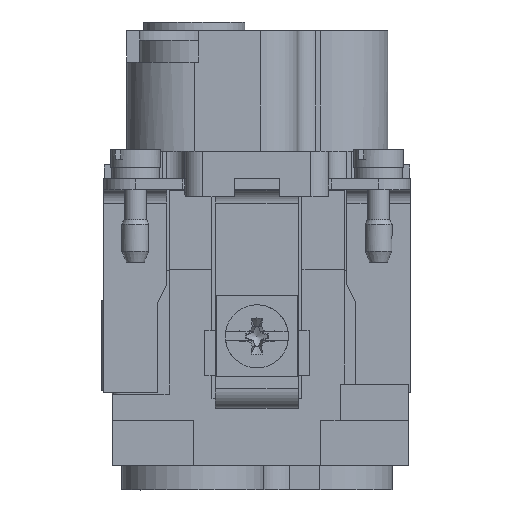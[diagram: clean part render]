
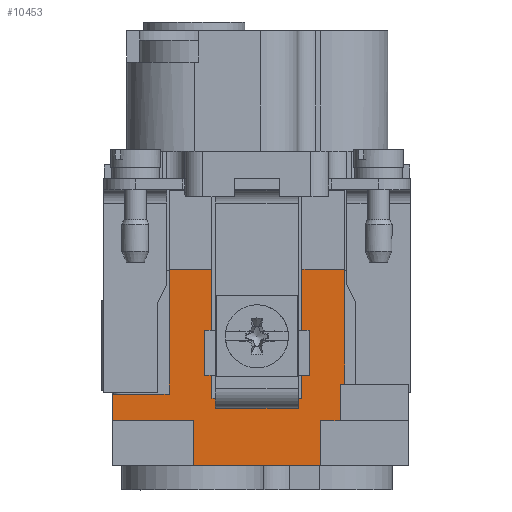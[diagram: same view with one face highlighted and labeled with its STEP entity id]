
A CAD part, left-side view. The second image highlights one B-rep face of the part: STEP entity #10453.
In plain terms, the highlighted planar face has unit normal (-1, 0, 0).
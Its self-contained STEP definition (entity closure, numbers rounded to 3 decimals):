
#10453=ADVANCED_FACE('',(#12065),#11352,.F.);
#11352=PLANE('',#27679);
#12065=FACE_OUTER_BOUND('',#13304,.T.);
#13304=EDGE_LOOP('',(#16009,#16010,#16011,#16012,#16013,#16014,#16015,#16016,
#16017,#16018,#16019,#16020,#16021,#16022,#16023,#16024,#16025,#16026,#16027,
#16028,#16029,#16030));
#16009=ORIENTED_EDGE('',*,*,#21304,.F.);
#16010=ORIENTED_EDGE('',*,*,#21255,.F.);
#16011=ORIENTED_EDGE('',*,*,#22197,.T.);
#16012=ORIENTED_EDGE('',*,*,#21241,.T.);
#16013=ORIENTED_EDGE('',*,*,#21244,.F.);
#16014=ORIENTED_EDGE('',*,*,#22168,.F.);
#16015=ORIENTED_EDGE('',*,*,#21260,.F.);
#16016=ORIENTED_EDGE('',*,*,#22167,.F.);
#16017=ORIENTED_EDGE('',*,*,#22198,.F.);
#16018=ORIENTED_EDGE('',*,*,#21232,.T.);
#16019=ORIENTED_EDGE('',*,*,#22199,.F.);
#16020=ORIENTED_EDGE('',*,*,#21365,.F.);
#16021=ORIENTED_EDGE('',*,*,#22200,.F.);
#16022=ORIENTED_EDGE('',*,*,#22164,.F.);
#16023=ORIENTED_EDGE('',*,*,#22201,.F.);
#16024=ORIENTED_EDGE('',*,*,#22202,.F.);
#16025=ORIENTED_EDGE('',*,*,#22203,.F.);
#16026=ORIENTED_EDGE('',*,*,#22204,.F.);
#16027=ORIENTED_EDGE('',*,*,#22189,.F.);
#16028=ORIENTED_EDGE('',*,*,#22192,.F.);
#16029=ORIENTED_EDGE('',*,*,#22195,.F.);
#16030=ORIENTED_EDGE('',*,*,#22196,.F.);
#19417=VERTEX_POINT('',#34432);
#19418=VERTEX_POINT('',#34433);
#19425=VERTEX_POINT('',#34450);
#19427=VERTEX_POINT('',#34453);
#19429=VERTEX_POINT('',#34459);
#19439=VERTEX_POINT('',#34481);
#19440=VERTEX_POINT('',#34483);
#19442=VERTEX_POINT('',#34488);
#19444=VERTEX_POINT('',#34492);
#19488=VERTEX_POINT('',#34594);
#19539=VERTEX_POINT('',#34713);
#19540=VERTEX_POINT('',#34715);
#20139=VERTEX_POINT('',#38033);
#20140=VERTEX_POINT('',#38035);
#20141=VERTEX_POINT('',#38039);
#20155=VERTEX_POINT('',#38084);
#20156=VERTEX_POINT('',#38085);
#20157=VERTEX_POINT('',#38090);
#20158=VERTEX_POINT('',#38094);
#20159=VERTEX_POINT('',#38104);
#20160=VERTEX_POINT('',#38106);
#20161=VERTEX_POINT('',#38108);
#21232=EDGE_CURVE('',#19417,#19418,#23746,.T.);
#21241=EDGE_CURVE('',#19427,#19425,#23755,.T.);
#21244=EDGE_CURVE('',#19429,#19425,#23758,.T.);
#21255=EDGE_CURVE('',#19439,#19440,#23768,.T.);
#21260=EDGE_CURVE('',#19444,#19442,#23773,.T.);
#21304=EDGE_CURVE('',#19440,#19488,#23803,.T.);
#21365=EDGE_CURVE('',#19539,#19540,#23859,.T.);
#22164=EDGE_CURVE('',#20139,#20140,#24216,.T.);
#22167=EDGE_CURVE('',#20141,#19444,#24218,.T.);
#22168=EDGE_CURVE('',#19442,#19429,#24219,.T.);
#22189=EDGE_CURVE('',#20155,#20156,#24239,.T.);
#22192=EDGE_CURVE('',#20157,#20155,#24242,.T.);
#22195=EDGE_CURVE('',#20158,#20157,#24245,.T.);
#22196=EDGE_CURVE('',#19488,#20158,#24246,.T.);
#22197=EDGE_CURVE('',#19439,#19427,#24247,.T.);
#22198=EDGE_CURVE('',#19417,#20141,#24248,.T.);
#22199=EDGE_CURVE('',#19540,#19418,#24249,.T.);
#22200=EDGE_CURVE('',#20140,#19539,#24250,.T.);
#22201=EDGE_CURVE('',#20159,#20139,#24251,.T.);
#22202=EDGE_CURVE('',#20160,#20159,#24252,.T.);
#22203=EDGE_CURVE('',#20161,#20160,#24253,.T.);
#22204=EDGE_CURVE('',#20156,#20161,#24254,.T.);
#23746=LINE('',#34431,#25363);
#23755=LINE('',#34452,#25372);
#23758=LINE('',#34458,#25375);
#23768=LINE('',#34482,#25385);
#23773=LINE('',#34493,#25390);
#23803=LINE('',#34593,#25420);
#23859=LINE('',#34714,#25476);
#24216=LINE('',#38034,#25833);
#24218=LINE('',#38040,#25835);
#24219=LINE('',#38042,#25836);
#24239=LINE('',#38083,#25856);
#24242=LINE('',#38089,#25859);
#24245=LINE('',#38095,#25862);
#24246=LINE('',#38097,#25863);
#24247=LINE('',#38099,#25864);
#24248=LINE('',#38100,#25865);
#24249=LINE('',#38101,#25866);
#24250=LINE('',#38102,#25867);
#24251=LINE('',#38103,#25868);
#24252=LINE('',#38105,#25869);
#24253=LINE('',#38107,#25870);
#24254=LINE('',#38109,#25871);
#25363=VECTOR('',#28980,1.);
#25372=VECTOR('',#28993,1.);
#25375=VECTOR('',#28998,1.);
#25385=VECTOR('',#29014,1.);
#25390=VECTOR('',#29021,1.);
#25420=VECTOR('',#29105,1.);
#25476=VECTOR('',#29187,1.);
#25833=VECTOR('',#31034,1.);
#25835=VECTOR('',#31040,1.);
#25836=VECTOR('',#31043,1.);
#25856=VECTOR('',#31079,1.);
#25859=VECTOR('',#31084,1.);
#25862=VECTOR('',#31089,1.);
#25863=VECTOR('',#31092,1.);
#25864=VECTOR('',#31095,1.);
#25865=VECTOR('',#31096,1.);
#25866=VECTOR('',#31097,1.);
#25867=VECTOR('',#31098,1.);
#25868=VECTOR('',#31099,1.);
#25869=VECTOR('',#31100,1.);
#25870=VECTOR('',#31101,1.);
#25871=VECTOR('',#31102,1.);
#27679=AXIS2_PLACEMENT_3D('',#38110,#31103,#31104);
#28980=DIRECTION('',(0.,1.,0.));
#28993=DIRECTION('',(0.,1.,0.));
#28998=DIRECTION('',(0.,0.,1.));
#29014=DIRECTION('',(0.,-1.,0.));
#29021=DIRECTION('',(0.,-1.,0.));
#29105=DIRECTION('',(0.,0.,-1.));
#29187=DIRECTION('',(0.,-1.,0.));
#31034=DIRECTION('',(0.,-1.,0.));
#31040=DIRECTION('',(0.,0.,-1.));
#31043=DIRECTION('',(0.,0.,1.));
#31079=DIRECTION('',(0.,0.,-1.));
#31084=DIRECTION('',(0.,1.,0.));
#31089=DIRECTION('',(0.,0.,-1.));
#31092=DIRECTION('',(0.,1.,0.));
#31095=DIRECTION('',(0.,0.,-1.));
#31096=DIRECTION('',(0.,0.,-1.));
#31097=DIRECTION('',(0.,0.,-1.));
#31098=DIRECTION('',(0.,0.,1.));
#31099=DIRECTION('',(0.,0.,1.));
#31100=DIRECTION('',(0.,1.,0.));
#31101=DIRECTION('',(0.,0.,1.));
#31102=DIRECTION('',(0.,1.,0.));
#31103=DIRECTION('',(1.,0.,0.));
#31104=DIRECTION('',(0.,-1.,0.));
#34431=CARTESIAN_POINT('',(-45.2,17.695,-23.14));
#34432=CARTESIAN_POINT('',(-45.2,4.6,-23.14));
#34433=CARTESIAN_POINT('',(-45.2,5.,-23.14));
#34450=CARTESIAN_POINT('',(-45.2,-4.6,-23.14));
#34452=CARTESIAN_POINT('',(-45.2,17.695,-23.14));
#34453=CARTESIAN_POINT('',(-45.2,-5.,-23.14));
#34458=CARTESIAN_POINT('',(-45.2,-4.6,-30.85));
#34459=CARTESIAN_POINT('',(-45.2,-4.6,-24.298));
#34481=CARTESIAN_POINT('',(-45.2,-5.,-8.85));
#34482=CARTESIAN_POINT('',(-45.2,5.,-8.85));
#34483=CARTESIAN_POINT('',(-45.2,-9.75,-8.85));
#34488=CARTESIAN_POINT('',(-45.2,-4.6,-24.3));
#34492=CARTESIAN_POINT('',(-45.2,4.6,-24.3));
#34493=CARTESIAN_POINT('',(-45.2,-4.6,-24.3));
#34593=CARTESIAN_POINT('',(-45.2,-9.75,-9.));
#34594=CARTESIAN_POINT('',(-45.2,-9.75,-21.6));
#34713=CARTESIAN_POINT('',(-45.2,9.75,-8.85));
#34714=CARTESIAN_POINT('',(-45.2,5.,-8.85));
#34715=CARTESIAN_POINT('',(-45.2,5.,-8.85));
#38033=CARTESIAN_POINT('',(-45.2,16.05,-22.7));
#38034=CARTESIAN_POINT('',(-45.2,16.05,-22.7));
#38035=CARTESIAN_POINT('',(-45.2,9.75,-22.7));
#38039=CARTESIAN_POINT('',(-45.2,4.6,-24.298));
#38040=CARTESIAN_POINT('',(-45.2,4.6,-30.85));
#38042=CARTESIAN_POINT('',(-45.2,-4.6,-30.85));
#38083=CARTESIAN_POINT('',(-45.2,-7.05,-25.65));
#38084=CARTESIAN_POINT('',(-45.2,-7.05,-25.65));
#38085=CARTESIAN_POINT('',(-45.2,-7.05,-30.65));
#38089=CARTESIAN_POINT('',(-45.2,-9.25,-25.65));
#38090=CARTESIAN_POINT('',(-45.2,-9.25,-25.65));
#38094=CARTESIAN_POINT('',(-45.2,-9.25,-21.6));
#38095=CARTESIAN_POINT('',(-45.2,-9.25,-21.6));
#38097=CARTESIAN_POINT('',(-45.2,-9.75,-21.6));
#38099=CARTESIAN_POINT('',(-45.2,-5.,1.2));
#38100=CARTESIAN_POINT('',(-45.2,4.6,-30.85));
#38101=CARTESIAN_POINT('',(-45.2,5.,-30.85));
#38102=CARTESIAN_POINT('',(-45.2,9.75,-22.7));
#38103=CARTESIAN_POINT('',(-45.2,16.05,-25.65));
#38104=CARTESIAN_POINT('',(-45.2,16.05,-25.65));
#38105=CARTESIAN_POINT('',(-45.2,7.05,-25.65));
#38106=CARTESIAN_POINT('',(-45.2,7.05,-25.65));
#38107=CARTESIAN_POINT('',(-45.2,7.05,-30.65));
#38108=CARTESIAN_POINT('',(-45.2,7.05,-30.65));
#38109=CARTESIAN_POINT('',(-45.2,-7.05,-30.65));
#38110=CARTESIAN_POINT('',(-45.2,-10.49,-30.85));
